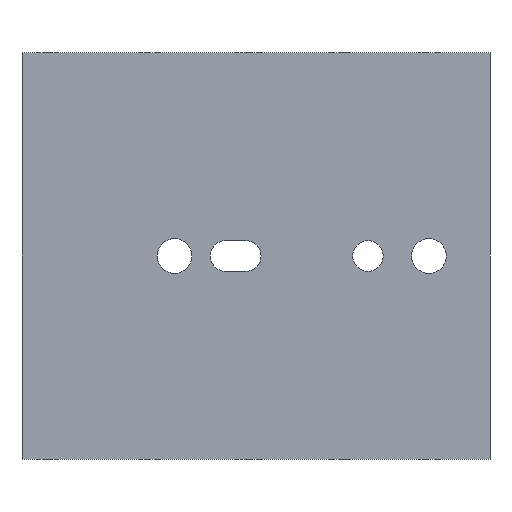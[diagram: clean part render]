
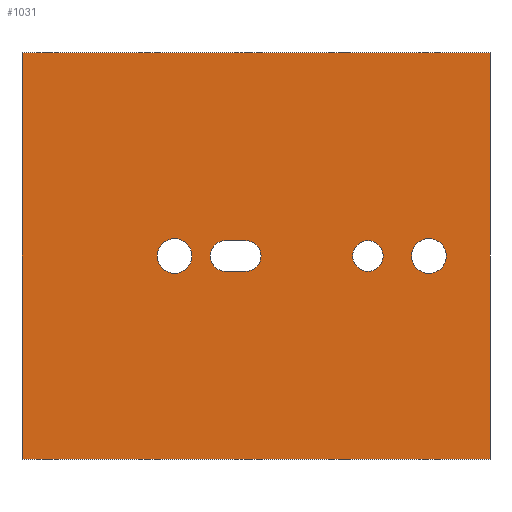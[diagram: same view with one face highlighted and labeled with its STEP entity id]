
A CAD part, left-side view. The second image highlights one B-rep face of the part: STEP entity #1031.
In plain terms, the highlighted planar face has unit normal (-1, 0, 0).
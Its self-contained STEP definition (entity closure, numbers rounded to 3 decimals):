
#1 = DIRECTION ( 'NONE',  ( 0., 0., -1. ) ) ;
#2 = EDGE_CURVE ( 'NONE', #727, #1444, #1838, .T. ) ;
#9 = VECTOR ( 'NONE', #1386, 1000. ) ;
#81 = EDGE_LOOP ( 'NONE', ( #543, #1154 ) ) ;
#92 = CARTESIAN_POINT ( 'NONE',  ( 0., 0., 0. ) ) ;
#110 = DIRECTION ( 'NONE',  ( 1., 0., 0. ) ) ;
#131 = DIRECTION ( 'NONE',  ( 1., 0., 0. ) ) ;
#168 = DIRECTION ( 'NONE',  ( 1., 0., 0. ) ) ;
#187 = ORIENTED_EDGE ( 'NONE', *, *, #1229, .T. ) ;
#206 = VERTEX_POINT ( 'NONE', #360 ) ;
#207 = DIRECTION ( 'NONE',  ( 1., 0., 0. ) ) ;
#260 = VECTOR ( 'NONE', #1, 1000. ) ;
#262 = FACE_BOUND ( 'NONE', #290, .T. ) ;
#279 = EDGE_CURVE ( 'NONE', #1575, #1602, #885, .T. ) ;
#287 = EDGE_LOOP ( 'NONE', ( #731, #1674, #1227, #912 ) ) ;
#289 = ORIENTED_EDGE ( 'NONE', *, *, #1505, .T. ) ;
#290 = EDGE_LOOP ( 'NONE', ( #1743, #187, #569, #1795 ) ) ;
#306 = AXIS2_PLACEMENT_3D ( 'NONE', #648, #823, #353 ) ;
#312 = DIRECTION ( 'NONE',  ( 1., 0., 0. ) ) ;
#314 = DIRECTION ( 'NONE',  ( 0., -1., 0. ) ) ;
#324 = AXIS2_PLACEMENT_3D ( 'NONE', #409, #708, #1407 ) ;
#353 = DIRECTION ( 'NONE',  ( 0., 1., 0. ) ) ;
#360 = CARTESIAN_POINT ( 'NONE',  ( 0., 12., 36.6 ) ) ;
#394 = CARTESIAN_POINT ( 'NONE',  ( 0., 92., 80. ) ) ;
#401 = VERTEX_POINT ( 'NONE', #411 ) ;
#409 = CARTESIAN_POINT ( 'NONE',  ( 0., 48., 40. ) ) ;
#411 = CARTESIAN_POINT ( 'NONE',  ( 0., 48., 37. ) ) ;
#453 = CARTESIAN_POINT ( 'NONE',  ( 0., 24., 40. ) ) ;
#459 = FACE_BOUND ( 'NONE', #795, .T. ) ;
#460 = EDGE_CURVE ( 'NONE', #1602, #1575, #1011, .T. ) ;
#479 = CARTESIAN_POINT ( 'NONE',  ( 0., 62., 40. ) ) ;
#495 = VERTEX_POINT ( 'NONE', #1455 ) ;
#497 = DIRECTION ( 'NONE',  ( 0., 1., 0. ) ) ;
#520 = VERTEX_POINT ( 'NONE', #1026 ) ;
#525 = CARTESIAN_POINT ( 'NONE',  ( 0., 0., 80. ) ) ;
#543 = ORIENTED_EDGE ( 'NONE', *, *, #944, .T. ) ;
#553 = LINE ( 'NONE', #394, #946 ) ;
#569 = ORIENTED_EDGE ( 'NONE', *, *, #2, .T. ) ;
#572 = ORIENTED_EDGE ( 'NONE', *, *, #279, .T. ) ;
#574 = LINE ( 'NONE', #1133, #1006 ) ;
#598 = CIRCLE ( 'NONE', #1702, 3.4 ) ;
#603 = FACE_BOUND ( 'NONE', #81, .T. ) ;
#624 = DIRECTION ( 'NONE',  ( 0., 1., 0. ) ) ;
#648 = CARTESIAN_POINT ( 'NONE',  ( 0., 12., 40. ) ) ;
#690 = CARTESIAN_POINT ( 'NONE',  ( 0., 52., 37. ) ) ;
#694 = DIRECTION ( 'NONE',  ( 0., 0., -1. ) ) ;
#697 = DIRECTION ( 'NONE',  ( 0., -1., 0. ) ) ;
#708 = DIRECTION ( 'NONE',  ( 1., 0., 0. ) ) ;
#726 = VERTEX_POINT ( 'NONE', #832 ) ;
#727 = VERTEX_POINT ( 'NONE', #1394 ) ;
#731 = ORIENTED_EDGE ( 'NONE', *, *, #1280, .T. ) ;
#745 = CARTESIAN_POINT ( 'NONE',  ( 0., 92., 43. ) ) ;
#779 = VERTEX_POINT ( 'NONE', #525 ) ;
#795 = EDGE_LOOP ( 'NONE', ( #289, #1474 ) ) ;
#804 = CARTESIAN_POINT ( 'NONE',  ( 0., 92., 37. ) ) ;
#823 = DIRECTION ( 'NONE',  ( 1., 0., 0. ) ) ;
#832 = CARTESIAN_POINT ( 'NONE',  ( 0., 12., 43.4 ) ) ;
#835 = CIRCLE ( 'NONE', #1005, 3.4 ) ;
#857 = CARTESIAN_POINT ( 'NONE',  ( 0., 92., 80. ) ) ;
#875 = AXIS2_PLACEMENT_3D ( 'NONE', #1562, #131, #976 ) ;
#885 = CIRCLE ( 'NONE', #1273, 3. ) ;
#912 = ORIENTED_EDGE ( 'NONE', *, *, #1255, .T. ) ;
#932 = CARTESIAN_POINT ( 'NONE',  ( 0., 92., 80. ) ) ;
#944 = EDGE_CURVE ( 'NONE', #206, #726, #835, .T. ) ;
#946 = VECTOR ( 'NONE', #1833, 1000. ) ;
#959 = PLANE ( 'NONE',  #1726 ) ;
#961 = EDGE_CURVE ( 'NONE', #520, #495, #1645, .T. ) ;
#976 = DIRECTION ( 'NONE',  ( 0., 1., 0. ) ) ;
#1005 = AXIS2_PLACEMENT_3D ( 'NONE', #1346, #1361, #624 ) ;
#1006 = VECTOR ( 'NONE', #694, 1000. ) ;
#1011 = CIRCLE ( 'NONE', #1230, 3. ) ;
#1026 = CARTESIAN_POINT ( 'NONE',  ( 0., 62., 43.4 ) ) ;
#1030 = CIRCLE ( 'NONE', #875, 3. ) ;
#1031 = ADVANCED_FACE ( 'NONE', ( #262, #1118, #603, #459, #1834 ), #959, .F. ) ;
#1045 = CARTESIAN_POINT ( 'NONE',  ( 0., 24., 43. ) ) ;
#1049 = VERTEX_POINT ( 'NONE', #92 ) ;
#1081 = CARTESIAN_POINT ( 'NONE',  ( 0., 92., 0. ) ) ;
#1085 = EDGE_CURVE ( 'NONE', #401, #1201, #1690, .T. ) ;
#1094 = EDGE_CURVE ( 'NONE', #726, #206, #1805, .T. ) ;
#1118 = FACE_BOUND ( 'NONE', #1496, .T. ) ;
#1133 = CARTESIAN_POINT ( 'NONE',  ( 0., 0., 80. ) ) ;
#1138 = CIRCLE ( 'NONE', #324, 3. ) ;
#1154 = ORIENTED_EDGE ( 'NONE', *, *, #1094, .T. ) ;
#1185 = CARTESIAN_POINT ( 'NONE',  ( 0., 62., 40. ) ) ;
#1192 = VECTOR ( 'NONE', #697, 1000. ) ;
#1201 = VERTEX_POINT ( 'NONE', #690 ) ;
#1227 = ORIENTED_EDGE ( 'NONE', *, *, #1294, .F. ) ;
#1229 = EDGE_CURVE ( 'NONE', #1201, #727, #1030, .T. ) ;
#1230 = AXIS2_PLACEMENT_3D ( 'NONE', #453, #168, #1605 ) ;
#1235 = LINE ( 'NONE', #1828, #1192 ) ;
#1255 = EDGE_CURVE ( 'NONE', #1659, #1582, #1460, .T. ) ;
#1273 = AXIS2_PLACEMENT_3D ( 'NONE', #1827, #110, #1556 ) ;
#1280 = EDGE_CURVE ( 'NONE', #1582, #1049, #1235, .T. ) ;
#1294 = EDGE_CURVE ( 'NONE', #1659, #779, #553, .T. ) ;
#1346 = CARTESIAN_POINT ( 'NONE',  ( 0., 12., 40. ) ) ;
#1361 = DIRECTION ( 'NONE',  ( 1., 0., 0. ) ) ;
#1386 = DIRECTION ( 'NONE',  ( 0., 1., 0. ) ) ;
#1394 = CARTESIAN_POINT ( 'NONE',  ( 0., 52., 43. ) ) ;
#1407 = DIRECTION ( 'NONE',  ( 0., 1., 0. ) ) ;
#1444 = VERTEX_POINT ( 'NONE', #1566 ) ;
#1455 = CARTESIAN_POINT ( 'NONE',  ( 0., 62., 36.6 ) ) ;
#1460 = LINE ( 'NONE', #857, #260 ) ;
#1474 = ORIENTED_EDGE ( 'NONE', *, *, #961, .T. ) ;
#1476 = DIRECTION ( 'NONE',  ( 0., 1., 0. ) ) ;
#1496 = EDGE_LOOP ( 'NONE', ( #1579, #572 ) ) ;
#1505 = EDGE_CURVE ( 'NONE', #495, #520, #598, .T. ) ;
#1507 = AXIS2_PLACEMENT_3D ( 'NONE', #479, #207, #1614 ) ;
#1556 = DIRECTION ( 'NONE',  ( 0., 1., 0. ) ) ;
#1562 = CARTESIAN_POINT ( 'NONE',  ( 0., 52., 40. ) ) ;
#1566 = CARTESIAN_POINT ( 'NONE',  ( 0., 48., 43. ) ) ;
#1575 = VERTEX_POINT ( 'NONE', #1045 ) ;
#1579 = ORIENTED_EDGE ( 'NONE', *, *, #460, .T. ) ;
#1582 = VERTEX_POINT ( 'NONE', #1081 ) ;
#1602 = VERTEX_POINT ( 'NONE', #1782 ) ;
#1605 = DIRECTION ( 'NONE',  ( 0., 1., 0. ) ) ;
#1614 = DIRECTION ( 'NONE',  ( 0., 1., 0. ) ) ;
#1645 = CIRCLE ( 'NONE', #1507, 3.4 ) ;
#1659 = VERTEX_POINT ( 'NONE', #932 ) ;
#1674 = ORIENTED_EDGE ( 'NONE', *, *, #1823, .F. ) ;
#1690 = LINE ( 'NONE', #804, #9 ) ;
#1702 = AXIS2_PLACEMENT_3D ( 'NONE', #1185, #312, #1476 ) ;
#1726 = AXIS2_PLACEMENT_3D ( 'NONE', #1799, #1792, #497 ) ;
#1743 = ORIENTED_EDGE ( 'NONE', *, *, #1085, .T. ) ;
#1745 = EDGE_CURVE ( 'NONE', #1444, #401, #1138, .T. ) ;
#1782 = CARTESIAN_POINT ( 'NONE',  ( 0., 24., 37. ) ) ;
#1792 = DIRECTION ( 'NONE',  ( 1., 0., 0. ) ) ;
#1795 = ORIENTED_EDGE ( 'NONE', *, *, #1745, .T. ) ;
#1799 = CARTESIAN_POINT ( 'NONE',  ( 0., 92., 80. ) ) ;
#1805 = CIRCLE ( 'NONE', #306, 3.4 ) ;
#1815 = VECTOR ( 'NONE', #314, 1000. ) ;
#1823 = EDGE_CURVE ( 'NONE', #779, #1049, #574, .T. ) ;
#1827 = CARTESIAN_POINT ( 'NONE',  ( 0., 24., 40. ) ) ;
#1828 = CARTESIAN_POINT ( 'NONE',  ( 0., 92., 0. ) ) ;
#1833 = DIRECTION ( 'NONE',  ( 0., -1., 0. ) ) ;
#1834 = FACE_OUTER_BOUND ( 'NONE', #287, .T. ) ;
#1838 = LINE ( 'NONE', #745, #1815 ) ;
